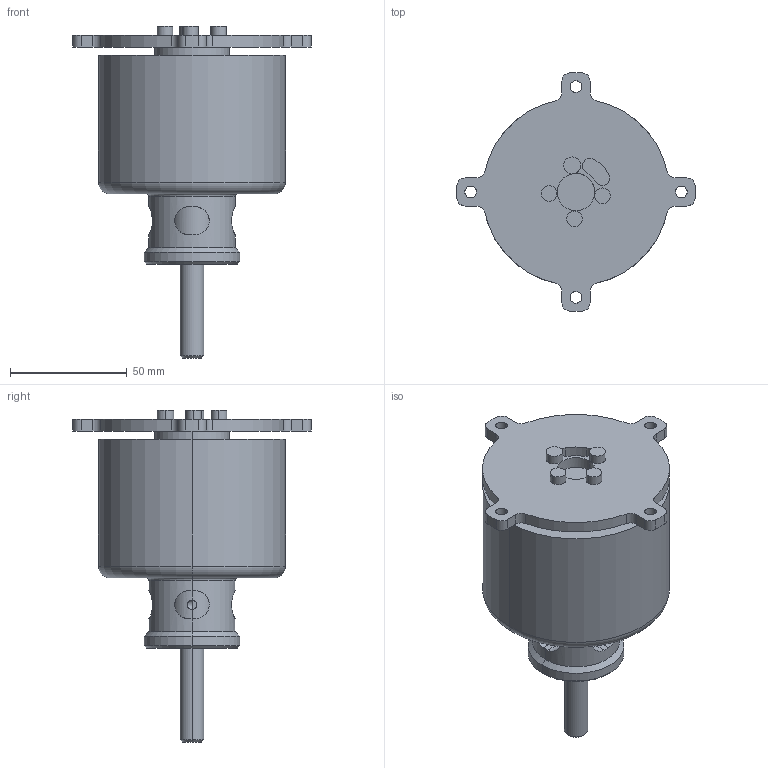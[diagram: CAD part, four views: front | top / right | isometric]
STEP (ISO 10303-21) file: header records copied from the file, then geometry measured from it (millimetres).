
FILE_DESCRIPTION (( 'STEP AP203' ), '1' );
FILE_NAME ('simplified 50cc.STEP', '2016-09-09T12:43:30', ( '' ), ( '' ), 'SwSTEP 2.0', 'SolidWorks 2015', '' );
FILE_SCHEMA (( 'CONFIG_CONTROL_DESIGN' ));
Length unit declared in the file: millimetre
Products named in the file (1): simplified 50cc
Bounding box: 101.99 x 101.98 x 142 mm (x, y, z)
Volume: 354934.4 mm3; surface area: 44992.7 mm2
Topology: 1 solids, 1 shells, 127 faces, 339 edges, 220 vertices
Faces by surface type: cylinder 82, plane 35, cone 6, torus 4
Entity records: 4721 total; most frequent: CARTESIAN_POINT 1359, DIRECTION 730, ORIENTED_EDGE 678, EDGE_CURVE 339, AXIS2_PLACEMENT_3D 303, VERTEX_POINT 220, CIRCLE 175, EDGE_LOOP 151
